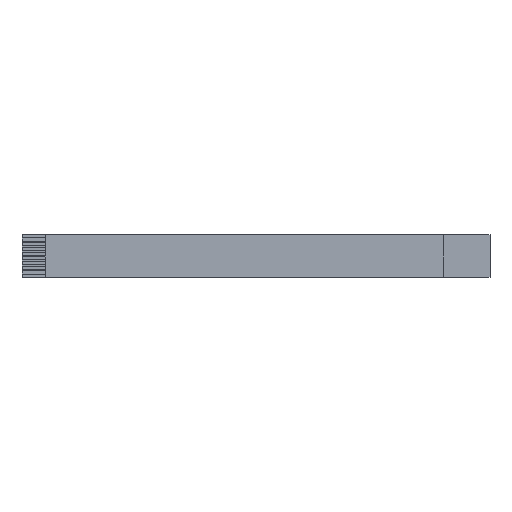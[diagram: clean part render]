
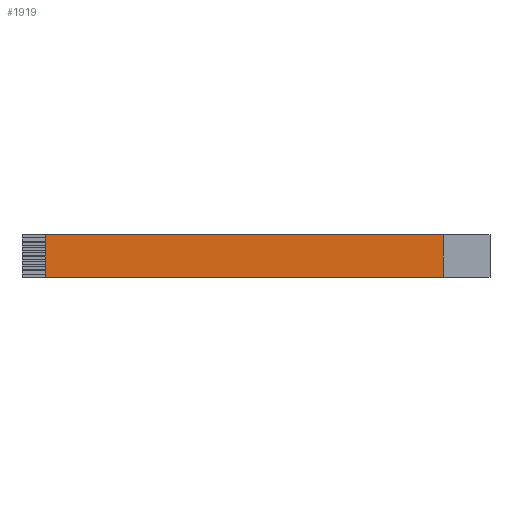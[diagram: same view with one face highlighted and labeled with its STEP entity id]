
A CAD part, top view. The second image highlights one B-rep face of the part: STEP entity #1919.
In plain terms, the highlighted planar face has unit normal (0, 0, 1).
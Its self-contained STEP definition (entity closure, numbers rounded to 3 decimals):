
#161=ORIENTED_EDGE('',*,*,#557,.F.);
#162=ORIENTED_EDGE('',*,*,#500,.F.);
#163=ORIENTED_EDGE('',*,*,#558,.T.);
#164=ORIENTED_EDGE('',*,*,#490,.T.);
#490=EDGE_CURVE('',#694,#693,#817,.T.);
#500=EDGE_CURVE('',#701,#649,#826,.T.);
#557=EDGE_CURVE('',#649,#693,#883,.T.);
#558=EDGE_CURVE('',#701,#694,#884,.T.);
#649=VERTEX_POINT('',#2391);
#693=VERTEX_POINT('',#2489);
#694=VERTEX_POINT('',#2491);
#701=VERTEX_POINT('',#2510);
#817=LINE('',#2490,#1019);
#826=LINE('',#2511,#1028);
#883=LINE('',#2632,#1085);
#884=LINE('',#2633,#1086);
#1019=VECTOR('',#2097,1000.);
#1028=VECTOR('',#2108,1000.);
#1085=VECTOR('',#2201,1000.);
#1086=VECTOR('',#2202,1000.);
#1197=EDGE_LOOP('',(#161,#162,#163,#164));
#1265=FACE_BOUND('',#1197,.T.);
#1333=PLANE('',#1994);
#1919=ADVANCED_FACE('',(#1265),#1333,.F.);
#1994=AXIS2_PLACEMENT_3D('',#2631,#2199,#2200);
#2097=DIRECTION('',(1.,0.,0.));
#2108=DIRECTION('',(1.,0.,0.));
#2199=DIRECTION('',(0.,0.,-1.));
#2200=DIRECTION('',(-1.,0.,0.));
#2201=DIRECTION('',(0.,-1.,0.));
#2202=DIRECTION('',(0.,-1.,0.));
#2391=CARTESIAN_POINT('',(40.,4.5,0.095));
#2489=CARTESIAN_POINT('',(40.,-4.5,0.095));
#2490=CARTESIAN_POINT('',(-45.,-4.5,0.095));
#2491=CARTESIAN_POINT('',(-45.,-4.5,0.095));
#2510=CARTESIAN_POINT('',(-45.,4.5,0.095));
#2511=CARTESIAN_POINT('',(-45.,4.5,0.095));
#2631=CARTESIAN_POINT('',(-45.,4.5,0.095));
#2632=CARTESIAN_POINT('',(40.,4.5,0.095));
#2633=CARTESIAN_POINT('',(-45.,4.5,0.095));
